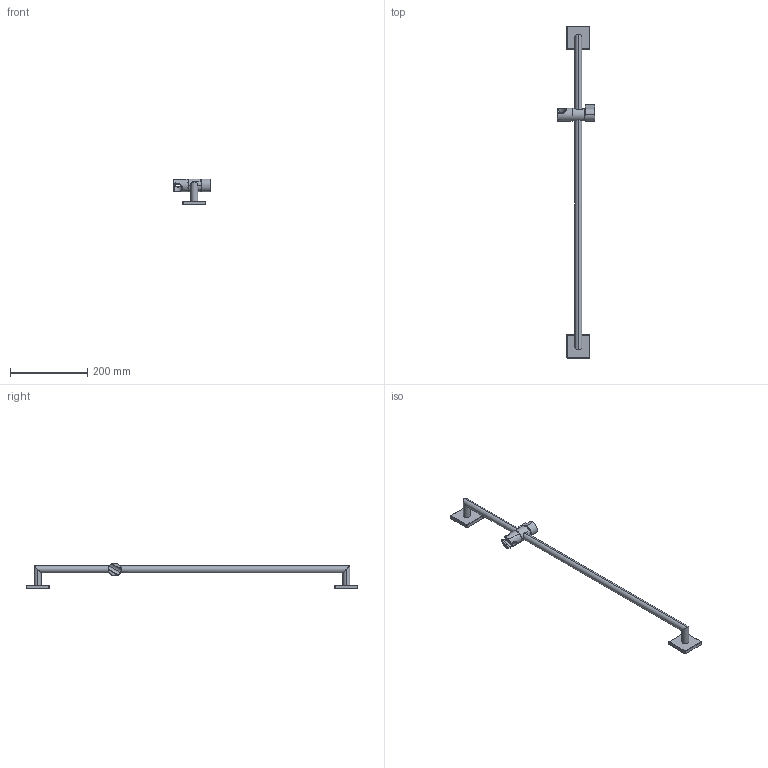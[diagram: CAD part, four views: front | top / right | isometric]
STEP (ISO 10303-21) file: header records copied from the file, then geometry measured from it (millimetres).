
FILE_DESCRIPTION (( 'STEP AP203' ), '1' );
FILE_NAME ('26701980-00.STEP', '2018-07-03T14:34:33', ( '' ), ( '' ), 'SwSTEP 2.0', 'SolidWorks 2017', '' );
FILE_SCHEMA (( 'CONFIG_CONTROL_DESIGN' ));
Length unit declared in the file: millimetre
Products named in the file (9): Planungsmodell_Halter-+-05.28.22.590.01.90-01; Planungsmodell_Schieber-+-05.30.12.500.02-1_-_K4; Planungsmodell_Halter-+-08.17.98.507.90-01; Planungsmodell_Rohr_gerade-+-28.568.780-10_ _K163_32x36; Planungsmodell_Huelse-+-08.18.40.546.90-01; Planungsmodell_Schraube-+-05.30.12.500.02-02_-; 26701980-00; Planungsmodell_Schieber-+-05.30.12.500.02-01_-; Planungsmodell_Gabel-+-05.30.12.500.02-03_-
Assembly tree (9 placements, depth 3):
  26701980-00
    Planungsmodell_Halter-+-05.28.22.590.01.90-01
    Planungsmodell_Halter-+-08.17.98.507.90-01  x2
    Planungsmodell_Schieber-+-05.30.12.500.02-1_-_K4
      Planungsmodell_Schieber-+-05.30.12.500.02-01_-
      Planungsmodell_Rohr_gerade-+-28.568.780-10_ _K163_32x36
      Planungsmodell_Schraube-+-05.30.12.500.02-02_-
      Planungsmodell_Gabel-+-05.30.12.500.02-03_-
    Planungsmodell_Huelse-+-08.18.40.546.90-01
Bounding box: 97.4 x 860 x 67 mm (x, y, z)
Volume: 375287.6 mm3; surface area: 95607.7 mm2
Topology: 8 solids, 8 shells, 115 faces, 269 edges, 166 vertices
Faces by surface type: plane 57, cylinder 50, sphere 8
Entity records: 4166 total; most frequent: CARTESIAN_POINT 1014, DIRECTION 481, ORIENTED_EDGE 438, EDGE_CURVE 219, AXIS2_PLACEMENT_3D 177, VERTEX_POINT 142, LINE 127, VECTOR 127
